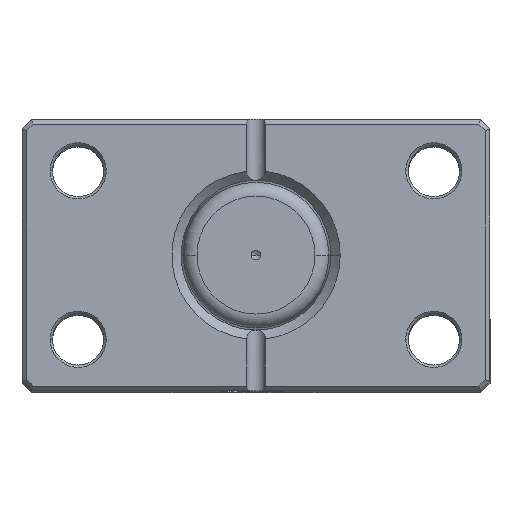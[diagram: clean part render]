
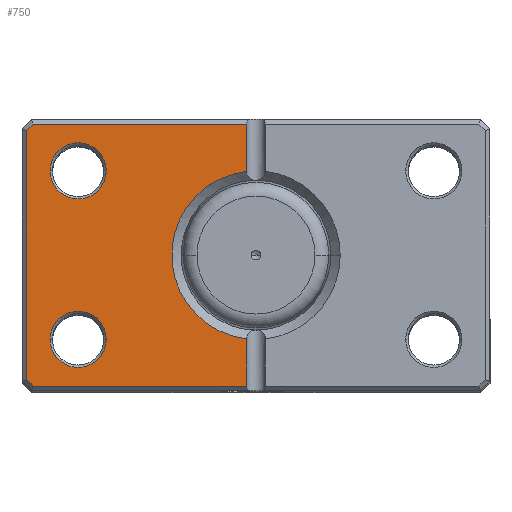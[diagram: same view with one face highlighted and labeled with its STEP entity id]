
A CAD part, top view. The second image highlights one B-rep face of the part: STEP entity #750.
In plain terms, the highlighted face is planar.
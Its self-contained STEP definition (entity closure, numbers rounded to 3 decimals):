
#15 = VERTEX_POINT ( 'NONE', #4294 ) ;
#69 = CARTESIAN_POINT ( 'NONE',  ( 32., -18., 0. ) ) ;
#70 = FACE_BOUND ( 'NONE', #3366, .T. ) ;
#125 = CARTESIAN_POINT ( 'NONE',  ( 2., -17.889, 0. ) ) ;
#222 = DIRECTION ( 'NONE',  ( 0., -1., 0. ) ) ;
#244 = VECTOR ( 'NONE', #6054, 1000. ) ;
#355 = VERTEX_POINT ( 'NONE', #1345 ) ;
#393 = AXIS2_PLACEMENT_3D ( 'NONE', #5056, #5442, #5423 ) ;
#422 = LINE ( 'NONE', #5121, #244 ) ;
#507 = LINE ( 'NONE', #3969, #5535 ) ;
#527 = EDGE_CURVE ( 'NONE', #3740, #3548, #3990, .T. ) ;
#613 = CARTESIAN_POINT ( 'NONE',  ( 0., 0., 0. ) ) ;
#629 = VERTEX_POINT ( 'NONE', #69 ) ;
#663 = ORIENTED_EDGE ( 'NONE', *, *, #5031, .T. ) ;
#691 = EDGE_CURVE ( 'NONE', #15, #4762, #6194, .T. ) ;
#725 = VERTEX_POINT ( 'NONE', #2914 ) ;
#750 = ADVANCED_FACE ( 'NONE', ( #70, #4054, #5313 ), #4007, .F. ) ;
#846 = ORIENTED_EDGE ( 'NONE', *, *, #4771, .T. ) ;
#930 = DIRECTION ( 'NONE',  ( -1., 0., 0. ) ) ;
#970 = AXIS2_PLACEMENT_3D ( 'NONE', #3961, #4298, #3526 ) ;
#1010 = ORIENTED_EDGE ( 'NONE', *, *, #2902, .T. ) ;
#1085 = EDGE_CURVE ( 'NONE', #1246, #629, #1399, .T. ) ;
#1120 = VECTOR ( 'NONE', #1431, 1000. ) ;
#1138 = AXIS2_PLACEMENT_3D ( 'NONE', #613, #4045, #1155 ) ;
#1155 = DIRECTION ( 'NONE',  ( 1., 0., 0. ) ) ;
#1220 = DIRECTION ( 'NONE',  ( 0., 0., 1. ) ) ;
#1246 = VERTEX_POINT ( 'NONE', #3516 ) ;
#1302 = LINE ( 'NONE', #4488, #3723 ) ;
#1345 = CARTESIAN_POINT ( 'NONE',  ( 49., -26.586, 0. ) ) ;
#1350 = CARTESIAN_POINT ( 'NONE',  ( 32., 18., 0. ) ) ;
#1383 = CARTESIAN_POINT ( 'NONE',  ( 47.586, -28., 0. ) ) ;
#1399 = CIRCLE ( 'NONE', #393, 6. ) ;
#1431 = DIRECTION ( 'NONE',  ( 0.707, -0.707, 0. ) ) ;
#1562 = CARTESIAN_POINT ( 'NONE',  ( 2., 28., 0. ) ) ;
#1579 = DIRECTION ( 'NONE',  ( 0., 0., 1. ) ) ;
#1597 = EDGE_CURVE ( 'NONE', #4762, #355, #2394, .T. ) ;
#1753 = CARTESIAN_POINT ( 'NONE',  ( 2., 29., 0. ) ) ;
#1990 = ORIENTED_EDGE ( 'NONE', *, *, #1597, .T. ) ;
#2010 = CARTESIAN_POINT ( 'NONE',  ( 0., -28., 0. ) ) ;
#2081 = CIRCLE ( 'NONE', #3214, 6. ) ;
#2100 = LINE ( 'NONE', #1753, #4355 ) ;
#2245 = VERTEX_POINT ( 'NONE', #3204 ) ;
#2286 = ORIENTED_EDGE ( 'NONE', *, *, #4202, .T. ) ;
#2394 = LINE ( 'NONE', #3245, #4657 ) ;
#2479 = CARTESIAN_POINT ( 'NONE',  ( 38., -18., 0. ) ) ;
#2573 = DIRECTION ( 'NONE',  ( 1., 0., 0. ) ) ;
#2634 = EDGE_CURVE ( 'NONE', #3548, #5664, #507, .T. ) ;
#2700 = DIRECTION ( 'NONE',  ( 0., 1., 0. ) ) ;
#2863 = VECTOR ( 'NONE', #930, 1000. ) ;
#2902 = EDGE_CURVE ( 'NONE', #2245, #3355, #2081, .T. ) ;
#2914 = CARTESIAN_POINT ( 'NONE',  ( 2., 17.889, 0. ) ) ;
#2971 = DIRECTION ( 'NONE',  ( 1., 0., 0. ) ) ;
#3052 = CARTESIAN_POINT ( 'NONE',  ( 49., 26.586, 0. ) ) ;
#3204 = CARTESIAN_POINT ( 'NONE',  ( 44., 18., 0. ) ) ;
#3214 = AXIS2_PLACEMENT_3D ( 'NONE', #4456, #1579, #4934 ) ;
#3245 = CARTESIAN_POINT ( 'NONE',  ( 49., 0., 0. ) ) ;
#3282 = ORIENTED_EDGE ( 'NONE', *, *, #691, .T. ) ;
#3355 = VERTEX_POINT ( 'NONE', #1350 ) ;
#3366 = EDGE_LOOP ( 'NONE', ( #6089, #4854 ) ) ;
#3427 = ORIENTED_EDGE ( 'NONE', *, *, #2634, .T. ) ;
#3516 = CARTESIAN_POINT ( 'NONE',  ( 44., -18., 0. ) ) ;
#3526 = DIRECTION ( 'NONE',  ( 1., 0., 0. ) ) ;
#3548 = VERTEX_POINT ( 'NONE', #6286 ) ;
#3723 = VECTOR ( 'NONE', #2573, 1000. ) ;
#3740 = VERTEX_POINT ( 'NONE', #1383 ) ;
#3961 = CARTESIAN_POINT ( 'NONE',  ( 0., 0., 0. ) ) ;
#3969 = CARTESIAN_POINT ( 'NONE',  ( 2., 29., 0. ) ) ;
#3990 = LINE ( 'NONE', #2010, #2863 ) ;
#4006 = VERTEX_POINT ( 'NONE', #1562 ) ;
#4007 = PLANE ( 'NONE',  #970 ) ;
#4027 = CIRCLE ( 'NONE', #5081, 6. ) ;
#4045 = DIRECTION ( 'NONE',  ( 0., 0., 1. ) ) ;
#4054 = FACE_BOUND ( 'NONE', #5460, .T. ) ;
#4111 = CARTESIAN_POINT ( 'NONE',  ( 38., 18., 0. ) ) ;
#4202 = EDGE_CURVE ( 'NONE', #3355, #2245, #5110, .T. ) ;
#4294 = CARTESIAN_POINT ( 'NONE',  ( 47.586, 28., 0. ) ) ;
#4298 = DIRECTION ( 'NONE',  ( 0., 0., 1. ) ) ;
#4355 = VECTOR ( 'NONE', #2700, 1000. ) ;
#4456 = CARTESIAN_POINT ( 'NONE',  ( 38., 18., 0. ) ) ;
#4488 = CARTESIAN_POINT ( 'NONE',  ( 0., 28., 0. ) ) ;
#4557 = ORIENTED_EDGE ( 'NONE', *, *, #6086, .T. ) ;
#4597 = DIRECTION ( 'NONE',  ( 1., 0., 0. ) ) ;
#4657 = VECTOR ( 'NONE', #222, 1000. ) ;
#4762 = VERTEX_POINT ( 'NONE', #3052 ) ;
#4771 = EDGE_CURVE ( 'NONE', #5664, #725, #5245, .T. ) ;
#4836 = EDGE_LOOP ( 'NONE', ( #3427, #846, #5798, #4557, #3282, #1990, #663, #5655 ) ) ;
#4854 = ORIENTED_EDGE ( 'NONE', *, *, #1085, .T. ) ;
#4864 = CARTESIAN_POINT ( 'NONE',  ( 37.793, 37.793, 0. ) ) ;
#4934 = DIRECTION ( 'NONE',  ( 1., 0., 0. ) ) ;
#4975 = EDGE_CURVE ( 'NONE', #725, #4006, #2100, .T. ) ;
#5031 = EDGE_CURVE ( 'NONE', #355, #3740, #422, .T. ) ;
#5056 = CARTESIAN_POINT ( 'NONE',  ( 38., -18., 0. ) ) ;
#5081 = AXIS2_PLACEMENT_3D ( 'NONE', #2479, #5809, #2971 ) ;
#5110 = CIRCLE ( 'NONE', #5416, 6. ) ;
#5121 = CARTESIAN_POINT ( 'NONE',  ( 37.793, -37.793, 0. ) ) ;
#5245 = CIRCLE ( 'NONE', #1138, 18. ) ;
#5313 = FACE_OUTER_BOUND ( 'NONE', #4836, .T. ) ;
#5359 = DIRECTION ( 'NONE',  ( 0., 1., 0. ) ) ;
#5416 = AXIS2_PLACEMENT_3D ( 'NONE', #4111, #1220, #4597 ) ;
#5423 = DIRECTION ( 'NONE',  ( 1., 0., 0. ) ) ;
#5442 = DIRECTION ( 'NONE',  ( 0., 0., 1. ) ) ;
#5460 = EDGE_LOOP ( 'NONE', ( #2286, #1010 ) ) ;
#5535 = VECTOR ( 'NONE', #5359, 1000. ) ;
#5655 = ORIENTED_EDGE ( 'NONE', *, *, #527, .T. ) ;
#5664 = VERTEX_POINT ( 'NONE', #125 ) ;
#5798 = ORIENTED_EDGE ( 'NONE', *, *, #4975, .T. ) ;
#5809 = DIRECTION ( 'NONE',  ( 0., 0., 1. ) ) ;
#6042 = EDGE_CURVE ( 'NONE', #629, #1246, #4027, .T. ) ;
#6054 = DIRECTION ( 'NONE',  ( -0.707, -0.707, 0. ) ) ;
#6086 = EDGE_CURVE ( 'NONE', #4006, #15, #1302, .T. ) ;
#6089 = ORIENTED_EDGE ( 'NONE', *, *, #6042, .T. ) ;
#6194 = LINE ( 'NONE', #4864, #1120 ) ;
#6286 = CARTESIAN_POINT ( 'NONE',  ( 2., -28., 0. ) ) ;
